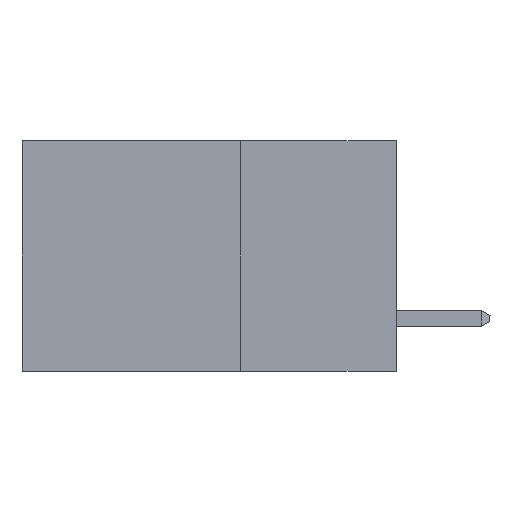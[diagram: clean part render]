
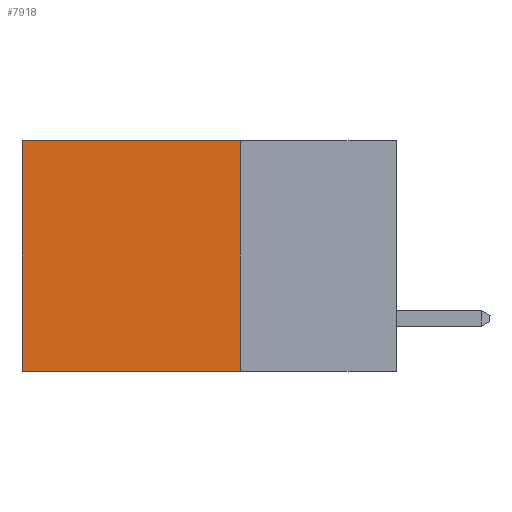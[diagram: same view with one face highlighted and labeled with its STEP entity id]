
A CAD part, left-side view. The second image highlights one B-rep face of the part: STEP entity #7918.
In plain terms, the highlighted planar face has unit normal (-1, 0, 0).
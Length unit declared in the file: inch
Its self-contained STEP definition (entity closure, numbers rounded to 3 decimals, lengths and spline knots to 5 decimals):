
#546 = CARTESIAN_POINT ( 'NONE',  ( 0.298, 0.6, 0. ) ) ;
#622 = DIRECTION ( 'NONE',  ( 0., 0., -1. ) ) ;
#626 = DIRECTION ( 'NONE',  ( 0., 1., 0. ) ) ;
#1287 = EDGE_CURVE ( 'NONE', #5680, #3432, #10654, .T. ) ;
#1436 = LINE ( 'NONE', #10785, #7828 ) ;
#1724 = CARTESIAN_POINT ( 'NONE',  ( 0.298, 0.25, 0. ) ) ;
#2043 = ORIENTED_EDGE ( 'NONE', *, *, #2746, .T. ) ;
#2746 = EDGE_CURVE ( 'NONE', #3859, #5680, #10277, .T. ) ;
#2969 = CARTESIAN_POINT ( 'NONE',  ( 0.298, 0.25, 0. ) ) ;
#3432 = VERTEX_POINT ( 'NONE', #7027 ) ;
#3858 = DIRECTION ( 'NONE',  ( 0., 0., -1. ) ) ;
#3859 = VERTEX_POINT ( 'NONE', #1724 ) ;
#3955 = VERTEX_POINT ( 'NONE', #7987 ) ;
#4114 = ORIENTED_EDGE ( 'NONE', *, *, #8443, .F. ) ;
#5256 = VECTOR ( 'NONE', #3858, 39.37008 ) ;
#5320 = DIRECTION ( 'NONE',  ( 0., 1., 0. ) ) ;
#5439 = PLANE ( 'NONE',  #10341 ) ;
#5680 = VERTEX_POINT ( 'NONE', #8101 ) ;
#7027 = CARTESIAN_POINT ( 'NONE',  ( 0.298, 0.6, -0.37 ) ) ;
#7188 = DIRECTION ( 'NONE',  ( 1., 0., 0. ) ) ;
#7302 = DIRECTION ( 'NONE',  ( 0., 0., -1. ) ) ;
#7828 = VECTOR ( 'NONE', #626, 39.37008 ) ;
#7903 = ORIENTED_EDGE ( 'NONE', *, *, #1287, .T. ) ;
#7918 = ADVANCED_FACE ( 'NONE', ( #10936 ), #5439, .F. ) ;
#7987 = CARTESIAN_POINT ( 'NONE',  ( 0.298, 0.25, -0.37 ) ) ;
#8101 = CARTESIAN_POINT ( 'NONE',  ( 0.298, 0.6, 0. ) ) ;
#8193 = ORIENTED_EDGE ( 'NONE', *, *, #9450, .F. ) ;
#8443 = EDGE_CURVE ( 'NONE', #3859, #3955, #10550, .T. ) ;
#8553 = EDGE_LOOP ( 'NONE', ( #7903, #8193, #4114, #2043 ) ) ;
#8907 = CARTESIAN_POINT ( 'NONE',  ( 0.298, 0.25, 0. ) ) ;
#9450 = EDGE_CURVE ( 'NONE', #3955, #3432, #1436, .T. ) ;
#9493 = CARTESIAN_POINT ( 'NONE',  ( 0.298, 0.25, 0. ) ) ;
#10277 = LINE ( 'NONE', #9493, #10533 ) ;
#10341 = AXIS2_PLACEMENT_3D ( 'NONE', #8907, #7188, #7302 ) ;
#10533 = VECTOR ( 'NONE', #5320, 39.37008 ) ;
#10550 = LINE ( 'NONE', #2969, #5256 ) ;
#10654 = LINE ( 'NONE', #546, #10901 ) ;
#10785 = CARTESIAN_POINT ( 'NONE',  ( 0.298, 0.25, -0.37 ) ) ;
#10901 = VECTOR ( 'NONE', #622, 39.37008 ) ;
#10936 = FACE_OUTER_BOUND ( 'NONE', #8553, .T. ) ;
